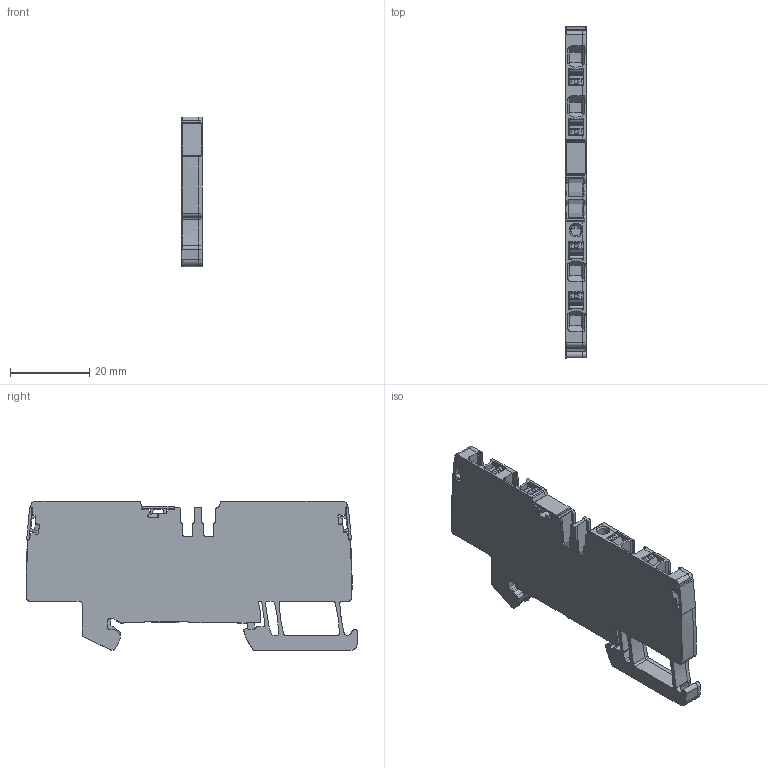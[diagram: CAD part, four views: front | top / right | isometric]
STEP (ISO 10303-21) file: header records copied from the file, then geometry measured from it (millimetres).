
FILE_DESCRIPTION(('CATIA V5 STEP Exchange','CAx-IF Rec.Pracs.--- Model Styling and Organization---1.4--- 2014-01-23'),'2;1');
FILE_NAME ('1415703-1_0', '2021-12-02T12:08:05+00:00', ('none'), ('Weidmueller'), 'CATIA Version 5-6 Release 2016 SP3 HF44', 'CATIA V5 STEP AP214', 'none');
FILE_SCHEMA(('AUTOMOTIVE_DESIGN { 1 0 10303 214 1 1 1 1 }'));
Length unit declared in the file: millimetre
Products named in the file (1): 2863040000
Bounding box: 5.1 x 83.58 x 37.65 mm (x, y, z)
Volume: 11086.5 mm3; surface area: 13977.9 mm2
Topology: 10 solids, 10 shells, 1712 faces, 4885 edges, 3199 vertices
Faces by surface type: plane 775, cylinder 724, extrusion 122, bspline 44, torus 35, cone 12
Entity records: 56996 total; most frequent: CARTESIAN_POINT 15758, ORIENTED_EDGE 9764, DIRECTION 6446, EDGE_CURVE 4882, VERTEX_POINT 3199, VECTOR 3118, LINE 2996, AXIS2_PLACEMENT_3D 2217
